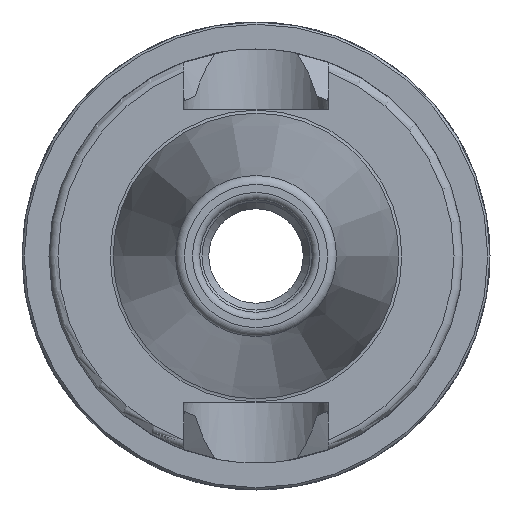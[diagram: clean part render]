
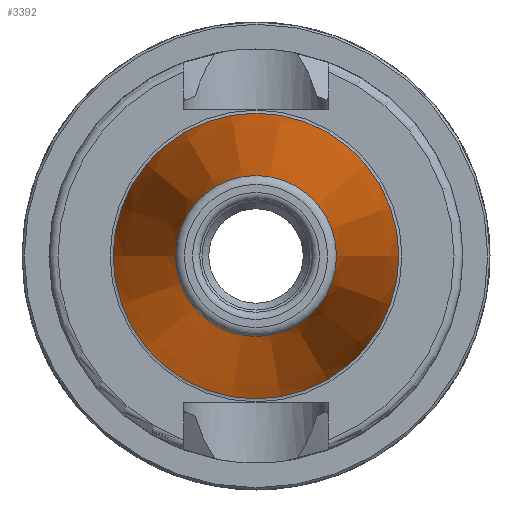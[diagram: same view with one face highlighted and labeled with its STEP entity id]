
A CAD part, left-side view. The second image highlights one B-rep face of the part: STEP entity #3392.
In plain terms, the highlighted conical face has half-angle 8.297 degrees and reference radius 12.408 mm.
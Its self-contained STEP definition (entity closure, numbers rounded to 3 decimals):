
#3358=CARTESIAN_POINT('',(-47.544,8.941,0.0));
#3359=VERTEX_POINT('',#3358);
#3360=CARTESIAN_POINT('',(-47.544,0.0,0.0));
#3361=DIRECTION('',(1.0,0.0,0.0));
#3362=DIRECTION('',(0.0,1.0,0.0));
#3363=AXIS2_PLACEMENT_3D('',#3360,#3361,#3362);
#3364=CIRCLE('',#3363,8.941);
#3365=EDGE_CURVE('',#3359,#3359,#3364,.T.);
#3373=CARTESIAN_POINT('',(-23.772,0.0,0.0));
#3374=DIRECTION('',(1.0,0.0,0.0));
#3375=DIRECTION('',(0.0,1.0,0.0));
#3376=AXIS2_PLACEMENT_3D('',#3373,#3374,#3375);
#3377=CONICAL_SURFACE('',#3376,12.408,8.297);
#3378=CARTESIAN_POINT('',(0.0,15.875,0.0));
#3379=VERTEX_POINT('',#3378);
#3380=CARTESIAN_POINT('',(0.0,0.0,0.0));
#3381=DIRECTION('',(1.0,0.0,0.0));
#3382=DIRECTION('',(0.0,1.0,0.0));
#3383=AXIS2_PLACEMENT_3D('',#3380,#3381,#3382);
#3384=CIRCLE('',#3383,15.875);
#3385=EDGE_CURVE('',#3379,#3379,#3384,.T.);
#3386=ORIENTED_EDGE('',*,*,#3385,.F.);
#3387=EDGE_LOOP('',(#3386));
#3388=FACE_OUTER_BOUND('',#3387,.T.);
#3389=ORIENTED_EDGE('',*,*,#3365,.T.);
#3390=EDGE_LOOP('',(#3389));
#3391=FACE_BOUND('',#3390,.T.);
#3392=ADVANCED_FACE('',(#3388,#3391),#3377,.T.);
